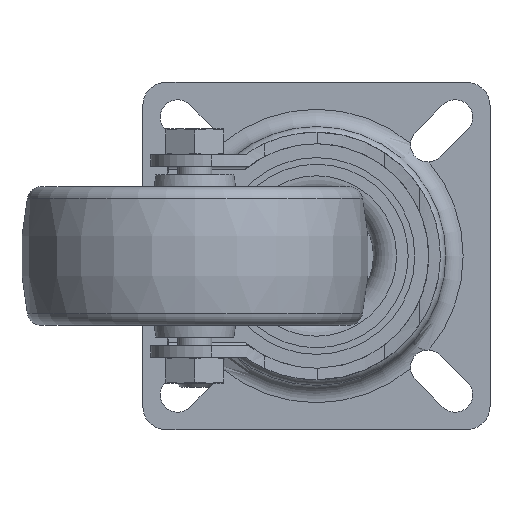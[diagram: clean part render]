
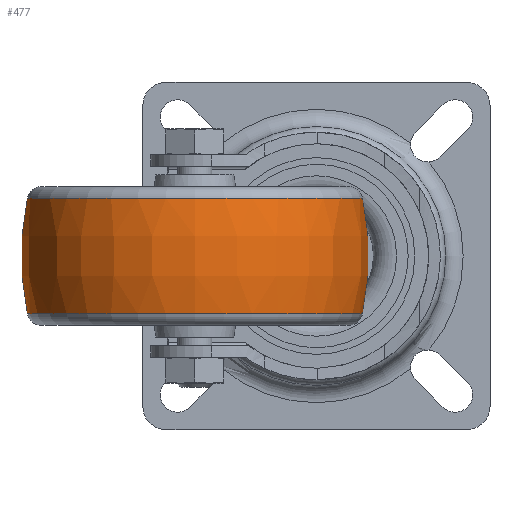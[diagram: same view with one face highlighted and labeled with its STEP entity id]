
A CAD part, front view. The second image highlights one B-rep face of the part: STEP entity #477.
In plain terms, the highlighted free-form (B-spline) face has degree [3, 3] with [4, 7] control points.
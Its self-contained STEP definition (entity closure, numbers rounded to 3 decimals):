
#477 = ADVANCED_FACE( '', ( #1002, #1003 ), #1004, .T. );
#1002 = FACE_OUTER_BOUND( '', #1593, .T. );
#1003 = FACE_OUTER_BOUND( '', #1594, .T. );
#1004 = ( BOUNDED_SURFACE(  )B_SPLINE_SURFACE( 3, 3, ( ( #1597, #1598, #1599, #1600, #1601, #1602, #1603 ), ( #1604, #1605, #1606, #1607, #1608, #1609, #1610 ), ( #1611, #1612, #1613, #1614, #1615, #1616, #1617 ), ( #1618, #1619, #1620, #1621, #1622, #1623, #1624 ) ), .UNSPECIFIED., .F., .T., .F. )B_SPLINE_SURFACE_WITH_KNOTS( ( 4, 4 ), ( 4, 3, 4 ), ( 0., 6.283 ), ( -0.21, 0., 0.21 ), .UNSPECIFIED. )GEOMETRIC_REPRESENTATION_ITEM(  )RATIONAL_B_SPLINE_SURFACE( ( ( 1., 0.333, 0.333, 1., 0.333, 0.333, 1. ), ( 0.985, 0.328, 0.328, 0.985, 0.328, 0.328, 0.985 ), ( 0.985, 0.328, 0.328, 0.985, 0.328, 0.328, 0.985 ), ( 1., 0.333, 0.333, 1., 0.333, 0.333, 1. ) ) )REPRESENTATION_ITEM( '' )SURFACE(  ) );
#1593 = EDGE_LOOP( '', ( #2616 ) );
#1594 = EDGE_LOOP( '', ( #2617 ) );
#1597 = CARTESIAN_POINT( '', ( 24.021, 0., -28.945 ) );
#1598 = CARTESIAN_POINT( '', ( 24.021, 57.89, -28.945 ) );
#1599 = CARTESIAN_POINT( '', ( 24.021, 57.89, 28.945 ) );
#1600 = CARTESIAN_POINT( '', ( 24.021, 0., 28.945 ) );
#1601 = CARTESIAN_POINT( '', ( 24.021, -57.89, 28.945 ) );
#1602 = CARTESIAN_POINT( '', ( 24.021, -57.89, -28.945 ) );
#1603 = CARTESIAN_POINT( '', ( 24.021, 0., -28.945 ) );
#1604 = CARTESIAN_POINT( '', ( 17.39, 0., -30.357 ) );
#1605 = CARTESIAN_POINT( '', ( 17.39, 60.714, -30.357 ) );
#1606 = CARTESIAN_POINT( '', ( 17.39, 60.714, 30.357 ) );
#1607 = CARTESIAN_POINT( '', ( 17.39, 0., 30.357 ) );
#1608 = CARTESIAN_POINT( '', ( 17.39, -60.714, 30.357 ) );
#1609 = CARTESIAN_POINT( '', ( 17.39, -60.714, -30.357 ) );
#1610 = CARTESIAN_POINT( '', ( 17.39, 0., -30.357 ) );
#1611 = CARTESIAN_POINT( '', ( 10.61, 0., -30.357 ) );
#1612 = CARTESIAN_POINT( '', ( 10.61, 60.714, -30.357 ) );
#1613 = CARTESIAN_POINT( '', ( 10.61, 60.714, 30.357 ) );
#1614 = CARTESIAN_POINT( '', ( 10.61, 0., 30.357 ) );
#1615 = CARTESIAN_POINT( '', ( 10.61, -60.714, 30.357 ) );
#1616 = CARTESIAN_POINT( '', ( 10.61, -60.714, -30.357 ) );
#1617 = CARTESIAN_POINT( '', ( 10.61, 0., -30.357 ) );
#1618 = CARTESIAN_POINT( '', ( 3.979, 0., -28.945 ) );
#1619 = CARTESIAN_POINT( '', ( 3.979, 57.89, -28.945 ) );
#1620 = CARTESIAN_POINT( '', ( 3.979, 57.89, 28.945 ) );
#1621 = CARTESIAN_POINT( '', ( 3.979, 0., 28.945 ) );
#1622 = CARTESIAN_POINT( '', ( 3.979, -57.89, 28.945 ) );
#1623 = CARTESIAN_POINT( '', ( 3.979, -57.89, -28.945 ) );
#1624 = CARTESIAN_POINT( '', ( 3.979, 0., -28.945 ) );
#2616 = ORIENTED_EDGE( '', *, *, #3396, .T. );
#2617 = ORIENTED_EDGE( '', *, *, #3572, .F. );
#3396 = EDGE_CURVE( '', #4033, #4033, #4034, .T. );
#3572 = EDGE_CURVE( '', #4292, #4292, #4293, .T. );
#4033 = VERTEX_POINT( '', #5011 );
#4034 = CIRCLE( '', #5012, 28.945 );
#4292 = VERTEX_POINT( '', #5500 );
#4293 = CIRCLE( '', #5501, 28.945 );
#5011 = CARTESIAN_POINT( '', ( 3.979, 0., -28.945 ) );
#5012 = AXIS2_PLACEMENT_3D( '', #6060, #6061, #6062 );
#5500 = CARTESIAN_POINT( '', ( 24.021, 0., -28.945 ) );
#5501 = AXIS2_PLACEMENT_3D( '', #6247, #6248, #6249 );
#6060 = CARTESIAN_POINT( '', ( 3.979, 0., 0. ) );
#6061 = DIRECTION( '', ( 1., 0., 0. ) );
#6062 = DIRECTION( '', ( 0., 0., -1. ) );
#6247 = CARTESIAN_POINT( '', ( 24.021, 0., 0. ) );
#6248 = DIRECTION( '', ( 1., 0., 0. ) );
#6249 = DIRECTION( '', ( 0., 0., -1. ) );
